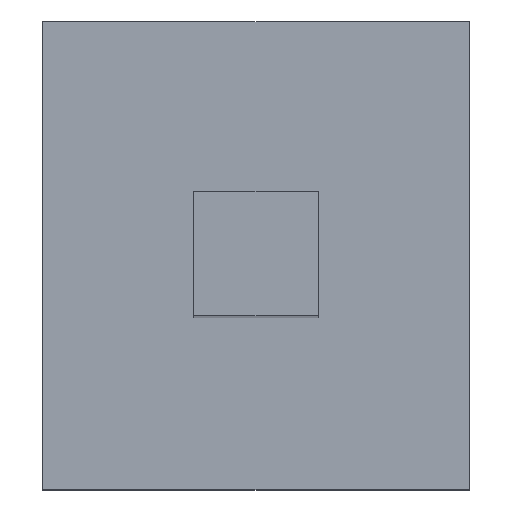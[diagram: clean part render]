
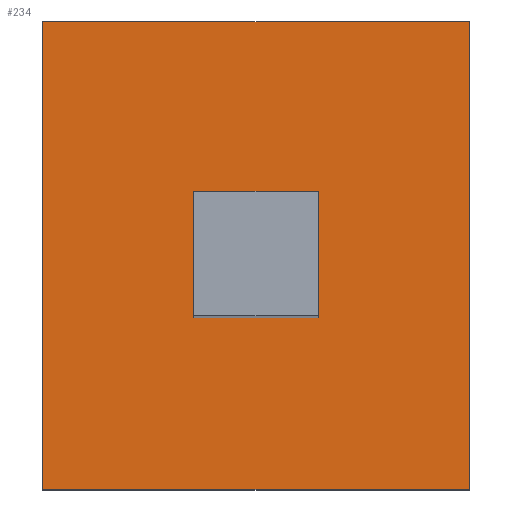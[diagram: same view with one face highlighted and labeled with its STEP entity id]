
A CAD part, top view. The second image highlights one B-rep face of the part: STEP entity #234.
In plain terms, the highlighted planar face has unit normal (0, 0, 1).
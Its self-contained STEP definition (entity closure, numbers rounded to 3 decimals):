
#2=DIRECTION('',(0.,-1.,0.));
#3=VECTOR('',#2,2.337);
#4=CARTESIAN_POINT('',(-1.067,1.168,0.));
#5=LINE('',#4,#3);
#18=DIRECTION('',(1.,0.,0.));
#19=VECTOR('',#18,2.134);
#20=CARTESIAN_POINT('',(-1.067,1.168,0.));
#21=LINE('',#20,#19);
#22=DIRECTION('',(0.,1.,0.));
#23=VECTOR('',#22,0.622);
#24=CARTESIAN_POINT('',(-0.311,-0.311,0.));
#25=LINE('',#24,#23);
#26=DIRECTION('',(1.,0.,0.));
#27=VECTOR('',#26,0.622);
#28=CARTESIAN_POINT('',(-0.311,-0.311,0.));
#29=LINE('',#28,#27);
#30=DIRECTION('',(0.,1.,0.));
#31=VECTOR('',#30,0.622);
#32=CARTESIAN_POINT('',(0.311,-0.311,0.));
#33=LINE('',#32,#31);
#34=DIRECTION('',(1.,0.,0.));
#35=VECTOR('',#34,0.622);
#36=CARTESIAN_POINT('',(-0.311,0.311,0.));
#37=LINE('',#36,#35);
#62=DIRECTION('',(1.,0.,0.));
#63=VECTOR('',#62,2.134);
#64=CARTESIAN_POINT('',(-1.067,-1.168,0.));
#65=LINE('',#64,#63);
#66=DIRECTION('',(0.,-1.,0.));
#67=VECTOR('',#66,2.337);
#68=CARTESIAN_POINT('',(1.067,1.168,0.));
#69=LINE('',#68,#67);
#146=CARTESIAN_POINT('',(-1.067,1.168,0.));
#147=CARTESIAN_POINT('',(-1.067,-1.168,0.));
#148=VERTEX_POINT('',#146);
#149=VERTEX_POINT('',#147);
#154=CARTESIAN_POINT('',(1.067,1.168,0.));
#155=CARTESIAN_POINT('',(1.067,-1.168,0.));
#156=VERTEX_POINT('',#154);
#157=VERTEX_POINT('',#155);
#170=CARTESIAN_POINT('',(-0.311,-0.311,0.));
#171=CARTESIAN_POINT('',(-0.311,0.311,0.));
#172=VERTEX_POINT('',#170);
#173=VERTEX_POINT('',#171);
#174=CARTESIAN_POINT('',(0.311,-0.311,0.));
#175=CARTESIAN_POINT('',(0.311,0.311,0.));
#176=VERTEX_POINT('',#174);
#177=VERTEX_POINT('',#175);
#210=CARTESIAN_POINT('',(-1.067,1.168,0.));
#211=DIRECTION('',(0.,0.,1.));
#212=DIRECTION('',(0.,-1.,0.));
#213=AXIS2_PLACEMENT_3D('',#210,#211,#212);
#214=PLANE('',#213);
#215=ORIENTED_EDGE('',*,*,#199,.F.);
#217=ORIENTED_EDGE('',*,*,#216,.T.);
#219=ORIENTED_EDGE('',*,*,#218,.T.);
#221=ORIENTED_EDGE('',*,*,#220,.F.);
#222=EDGE_LOOP('',(#215,#217,#219,#221));
#223=FACE_OUTER_BOUND('',#222,.F.);
#225=ORIENTED_EDGE('',*,*,#224,.F.);
#227=ORIENTED_EDGE('',*,*,#226,.T.);
#229=ORIENTED_EDGE('',*,*,#228,.T.);
#231=ORIENTED_EDGE('',*,*,#230,.F.);
#232=EDGE_LOOP('',(#225,#227,#229,#231));
#233=FACE_BOUND('',#232,.F.);
#199=EDGE_CURVE('',#148,#149,#5,.T.);
#216=EDGE_CURVE('',#148,#156,#21,.T.);
#218=EDGE_CURVE('',#156,#157,#69,.T.);
#220=EDGE_CURVE('',#149,#157,#65,.T.);
#224=EDGE_CURVE('',#172,#173,#25,.T.);
#226=EDGE_CURVE('',#172,#176,#29,.T.);
#228=EDGE_CURVE('',#176,#177,#33,.T.);
#230=EDGE_CURVE('',#173,#177,#37,.T.);
#234=ADVANCED_FACE('',(#223,#233),#214,.T.);
